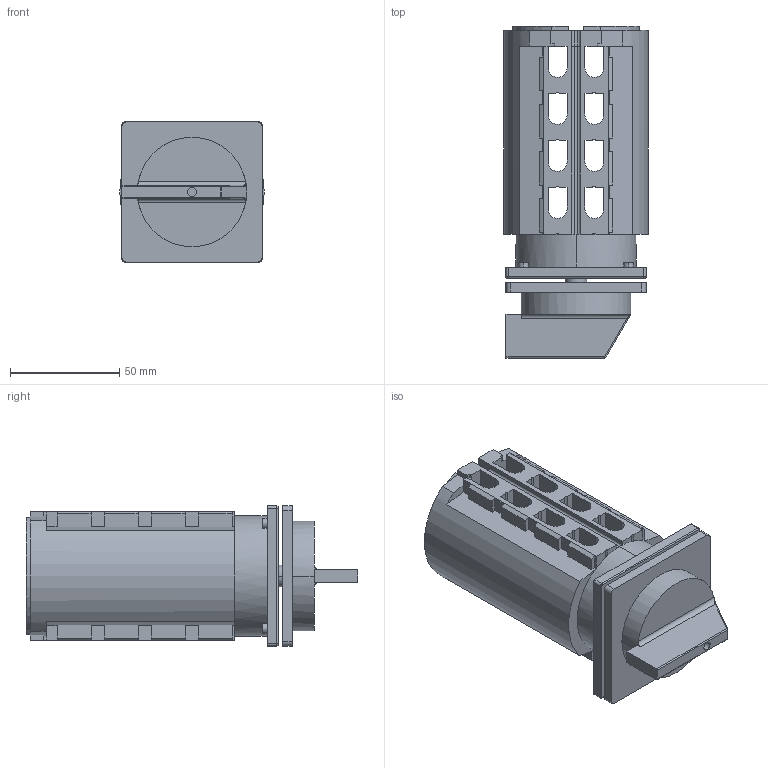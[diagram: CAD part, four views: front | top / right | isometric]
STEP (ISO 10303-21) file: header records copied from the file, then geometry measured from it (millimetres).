
FILE_DESCRIPTION((''),'2;1');
FILE_NAME('ASM0002_ASM','2024-12-16T',('sipei.wu'),(''),'PRO/ENGINEER BY PARAMETRIC TECHNOLOGY CORPORATION, 2015440','PRO/ENGINEER BY PARAMETRIC TECHNOLOGY CORPORATION, 2015440','');
FILE_SCHEMA(('CONFIG_CONTROL_DESIGN'));
Length unit declared in the file: millimetre
Products named in the file (4): PRT0001; PRT0002; PRT0003; ASM0002_ASM
Assembly tree (3 placements, depth 2):
  ASM0002_ASM
    PRT0001
    PRT0002
    PRT0003
Bounding box: 66 x 151.7 x 64 mm (x, y, z)
Volume: 339714.6 mm3; surface area: 72307.3 mm2
Topology: 3 solids, 3 shells, 290 faces, 810 edges, 528 vertices
Faces by surface type: plane 201, cylinder 73, extrusion 8, bspline 6, sphere 2
Entity records: 9830 total; most frequent: CARTESIAN_POINT 2107, ORIENTED_EDGE 1620, DIRECTION 1564, EDGE_CURVE 810, VECTOR 574, LINE 566, VERTEX_POINT 528, AXIS2_PLACEMENT_3D 495
